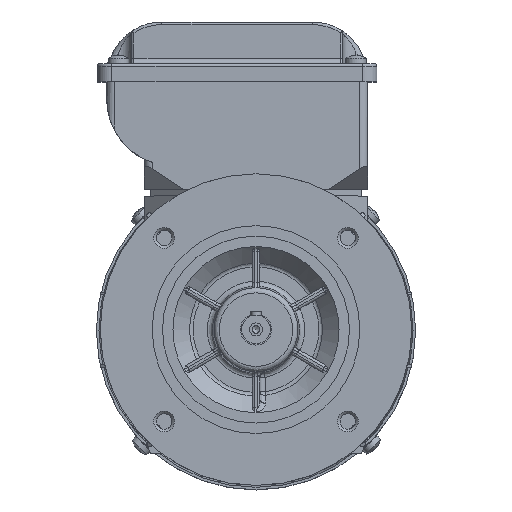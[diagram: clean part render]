
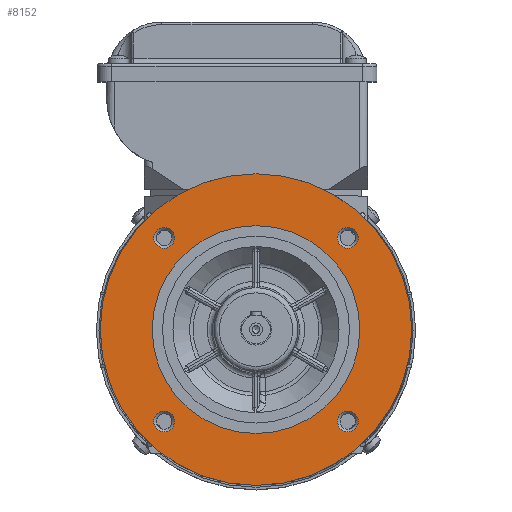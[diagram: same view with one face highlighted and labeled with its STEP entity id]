
A CAD part, top view. The second image highlights one B-rep face of the part: STEP entity #8152.
In plain terms, the highlighted planar face has unit normal (0, 0, 1).
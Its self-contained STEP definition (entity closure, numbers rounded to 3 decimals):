
#3564=FACE_BOUND('',#13760,.T.);
#3565=FACE_BOUND('',#13761,.T.);
#3566=FACE_BOUND('',#13762,.T.);
#3567=FACE_BOUND('',#13763,.T.);
#3568=FACE_BOUND('',#13764,.T.);
#3569=FACE_BOUND('',#13765,.T.);
#4968=CIRCLE('',#44108,4.);
#4978=CIRCLE('',#44124,4.);
#4988=CIRCLE('',#44140,4.);
#4998=CIRCLE('',#44156,4.);
#4999=CIRCLE('',#44158,60.);
#5000=CIRCLE('',#44159,40.);
#8152=ADVANCED_FACE('',(#3564,#3565,#3566,#3567,#3568,#3569),#9558,.F.);
#9558=PLANE('',#44160);
#13760=EDGE_LOOP('',(#23406));
#13761=EDGE_LOOP('',(#23407));
#13762=EDGE_LOOP('',(#23408));
#13763=EDGE_LOOP('',(#23409));
#13764=EDGE_LOOP('',(#23410));
#13765=EDGE_LOOP('',(#23411));
#23406=ORIENTED_EDGE('',*,*,#34261,.F.);
#23407=ORIENTED_EDGE('',*,*,#34271,.F.);
#23408=ORIENTED_EDGE('',*,*,#34281,.F.);
#23409=ORIENTED_EDGE('',*,*,#34291,.F.);
#23410=ORIENTED_EDGE('',*,*,#34292,.F.);
#23411=ORIENTED_EDGE('',*,*,#34293,.T.);
#28920=VERTEX_POINT('',#73527);
#28928=VERTEX_POINT('',#73551);
#28936=VERTEX_POINT('',#73575);
#28944=VERTEX_POINT('',#73599);
#28945=VERTEX_POINT('',#73602);
#28946=VERTEX_POINT('',#73604);
#34261=EDGE_CURVE('',#28920,#28920,#4968,.T.);
#34271=EDGE_CURVE('',#28928,#28928,#4978,.T.);
#34281=EDGE_CURVE('',#28936,#28936,#4988,.T.);
#34291=EDGE_CURVE('',#28944,#28944,#4998,.T.);
#34292=EDGE_CURVE('',#28945,#28945,#4999,.T.);
#34293=EDGE_CURVE('',#28946,#28946,#5000,.T.);
#44108=AXIS2_PLACEMENT_3D('',#73526,#53110,#53111);
#44124=AXIS2_PLACEMENT_3D('',#73550,#53142,#53143);
#44140=AXIS2_PLACEMENT_3D('',#73574,#53174,#53175);
#44156=AXIS2_PLACEMENT_3D('',#73598,#53206,#53207);
#44158=AXIS2_PLACEMENT_3D('',#73601,#53210,#53211);
#44159=AXIS2_PLACEMENT_3D('',#73603,#53212,#53213);
#44160=AXIS2_PLACEMENT_3D('',#73605,#53214,#53215);
#53110=DIRECTION('',(0.,0.,1.));
#53111=DIRECTION('',(0.,1.,0.));
#53142=DIRECTION('',(0.,0.,1.));
#53143=DIRECTION('',(-1.,0.,0.));
#53174=DIRECTION('',(0.,0.,1.));
#53175=DIRECTION('',(0.,-1.,0.));
#53206=DIRECTION('',(0.,0.,1.));
#53207=DIRECTION('',(1.,0.,0.));
#53210=DIRECTION('',(0.,0.,-1.));
#53211=DIRECTION('',(0.,-1.,0.));
#53212=DIRECTION('',(0.,0.,-1.));
#53213=DIRECTION('',(-1.,0.,0.));
#53214=DIRECTION('',(0.,0.,-1.));
#53215=DIRECTION('',(0.,1.,0.));
#73526=CARTESIAN_POINT('',(311.065,324.966,-387.303));
#73527=CARTESIAN_POINT('',(311.065,328.966,-387.303));
#73550=CARTESIAN_POINT('',(381.775,324.966,-387.303));
#73551=CARTESIAN_POINT('',(377.775,324.966,-387.303));
#73574=CARTESIAN_POINT('',(381.775,395.677,-387.303));
#73575=CARTESIAN_POINT('',(381.775,391.677,-387.303));
#73598=CARTESIAN_POINT('',(311.065,395.677,-387.303));
#73599=CARTESIAN_POINT('',(315.065,395.677,-387.303));
#73601=CARTESIAN_POINT('',(346.42,360.322,-387.303));
#73602=CARTESIAN_POINT('',(346.42,300.322,-387.303));
#73603=CARTESIAN_POINT('',(346.42,360.322,-387.303));
#73604=CARTESIAN_POINT('',(306.42,360.322,-387.303));
#73605=CARTESIAN_POINT('',(270.857,283.976,-387.303));
